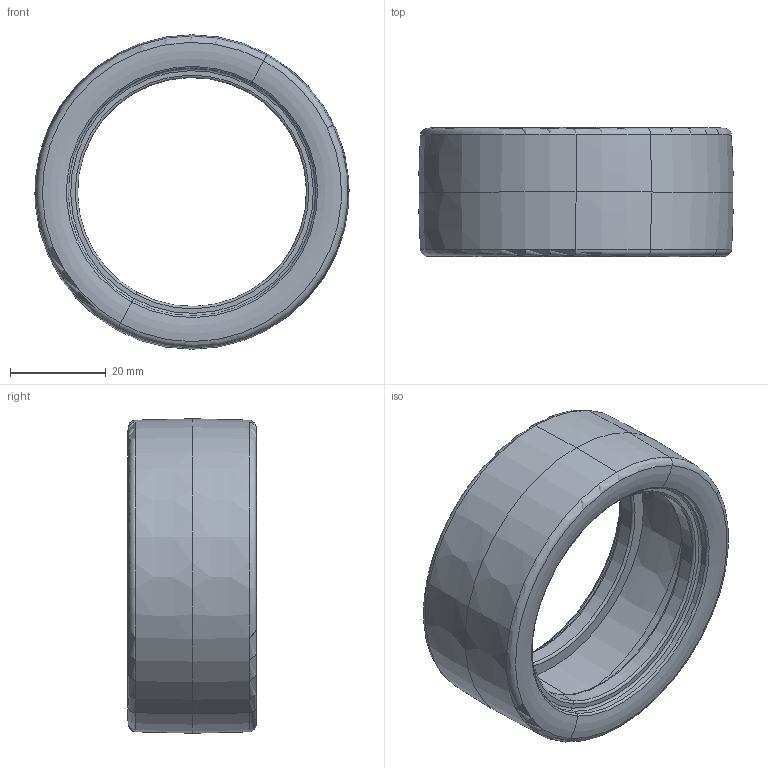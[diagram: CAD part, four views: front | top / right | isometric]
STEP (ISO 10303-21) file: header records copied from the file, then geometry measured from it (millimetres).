
FILE_DESCRIPTION(/* description */ ('CAx-IF Rec.Pracs.---Representation and Presentation of Product Manufacturing Information (PMI)---4.0---2014-10-13','CAx-IF Rec.Pracs.---3D Tessellated Geometry---0.4---2014-09-14','2;1'),/* implementation_level */ '2;1');
FILE_NAME(/* name */ 'Pneu 50454',/* time_stamp */ '2024-09-25T16:07:13+02:00',/* author */ (''),/* organization */ (''),/* preprocessor_version */ 'ST-DEVELOPER v16.7',/* originating_system */ 'SIEMENS PLM Software NX 1867',/* authorisation */ $);
FILE_SCHEMA (('AP242_MANAGED_MODEL_BASED_3D_ENGINEERING_MIM_LF { 1 0 10303 442 1 1 4 }'));
Length unit declared in the file: millimetre
Products named in the file (1): Pneu 50454
Bounding box: 65.73 x 27.1 x 65.8 mm (x, y, z)
Volume: 11341.4 mm3; surface area: 19396.2 mm2
Topology: 1 solids, 1 shells, 265 faces, 700 edges, 452 vertices
Faces by surface type: bspline 163, plane 46, torus 44, cylinder 12
Entity records: 9414 total; most frequent: CARTESIAN_POINT 3933, ORIENTED_EDGE 1400, EDGE_CURVE 700, DIRECTION 637, VERTEX_POINT 452, B_SPLINE_CURVE_WITH_KNOTS 390, EDGE_LOOP 282, FACE_BOUND 282
